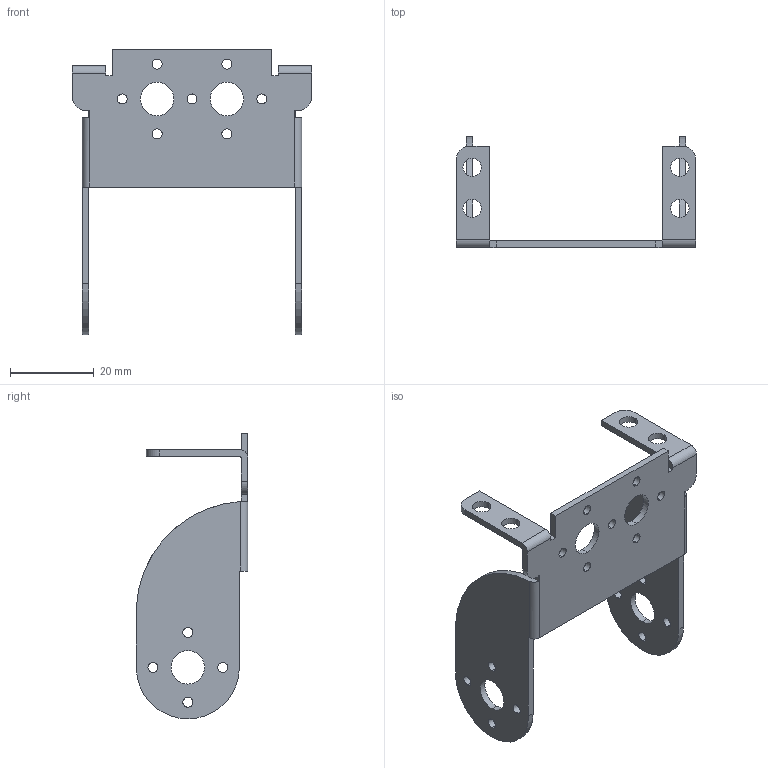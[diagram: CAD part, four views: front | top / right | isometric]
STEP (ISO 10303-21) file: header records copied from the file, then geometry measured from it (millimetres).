
FILE_DESCRIPTION (( 'STEP AP214' ), '1' );
FILE_NAME ('asb-16.STEP', '2006-08-23T16:52:24', ( 'Chris Montana' ), ( 'Home' ), 'SwSTEP 2.0', 'SolidWorks 2005204', '' );
FILE_SCHEMA (( 'AUTOMOTIVE_DESIGN' ));
Length unit declared in the file: inch
Products named in the file (1): asb-16
Bounding box: 57.15 x 26.59 x 68.26 mm (x, y, z)
Volume: 6111.3 mm3; surface area: 8877.4 mm2
Topology: 1 solids, 1 shells, 93 faces, 273 edges, 182 vertices
Faces by surface type: cylinder 63, plane 30
Entity records: 3300 total; most frequent: CARTESIAN_POINT 585, DIRECTION 583, ORIENTED_EDGE 546, EDGE_CURVE 273, AXIS2_PLACEMENT_3D 220, VERTEX_POINT 182, VECTOR 143, LINE 143
